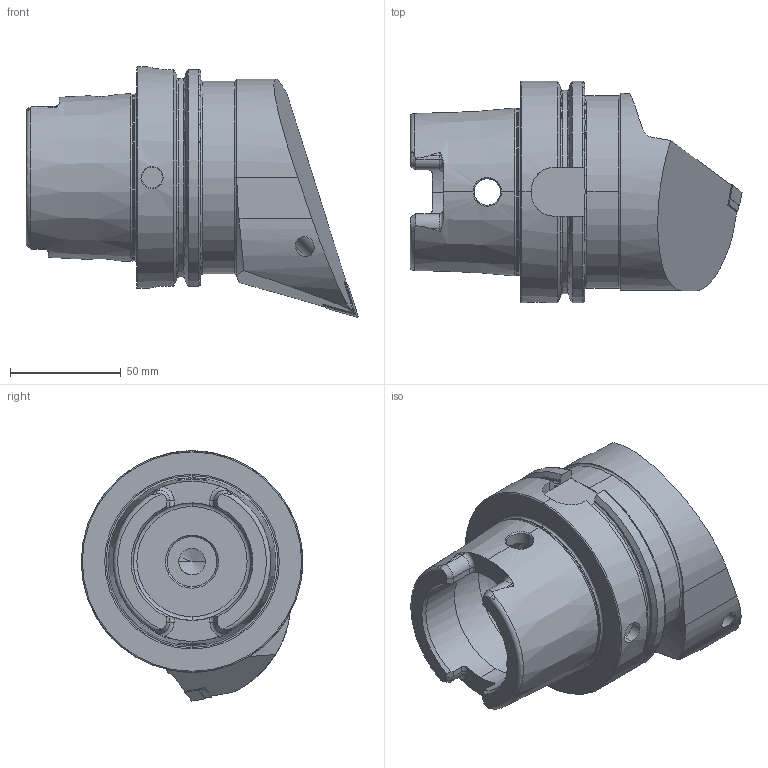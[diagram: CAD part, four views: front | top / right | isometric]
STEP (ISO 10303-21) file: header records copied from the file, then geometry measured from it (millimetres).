
FILE_DESCRIPTION (( 'STEP AP203' ), '1' );
FILE_NAME ('HA0.PDF.RHA.100.STEP', '2013-06-19T13:58:45', ( 'baer' ), ( 'Hewlett-Packard Company' ), 'SwSTEP 2.0', 'SolidWorks 2012', '' );
FILE_SCHEMA (( 'CONFIG_CONTROL_DESIGN' ));
Length unit declared in the file: millimetre
Products named in the file (8): WCD-ER4.101.017_A; WDF-ER3.101.000_A; KVT_MB_600_060; HA0-PDF.RHA.100_A; HA0.PDF.RHA.100; DNMG150604; WDF-ER2.101.003_A; WCD-ER1.101.000
Assembly tree (7 placements, depth 2):
  HA0.PDF.RHA.100
    HA0-PDF.RHA.100_A
    KVT_MB_600_060
    WDF-ER3.101.000_A
    WCD-ER4.101.017_A
    WCD-ER1.101.000
    WDF-ER2.101.003_A
    DNMG150604
Bounding box: 149.9 x 100 x 113 mm (x, y, z)
Volume: 526485.3 mm3; surface area: 70533.7 mm2
Topology: 8 solids, 8 shells, 371 faces, 944 edges, 579 vertices
Faces by surface type: plane 113, cylinder 103, cone 93, torus 44, bspline 16, sphere 2
Entity records: 13791 total; most frequent: CARTESIAN_POINT 4327, ORIENTED_EDGE 1858, DIRECTION 1772, EDGE_CURVE 929, AXIS2_PLACEMENT_3D 693, VERTEX_POINT 576, EDGE_LOOP 389, LINE 386
